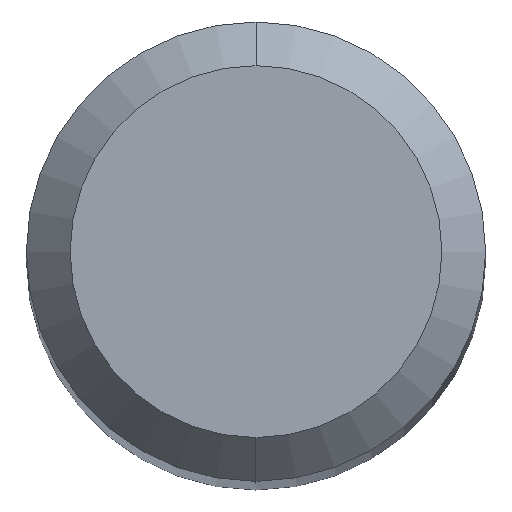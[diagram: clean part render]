
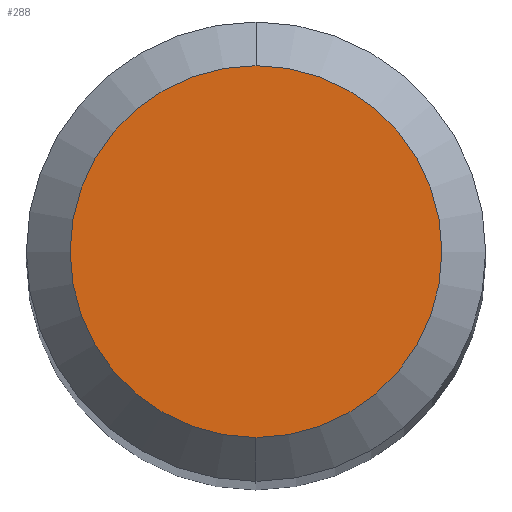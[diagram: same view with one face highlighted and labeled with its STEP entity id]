
A CAD part, top view. The second image highlights one B-rep face of the part: STEP entity #288.
In plain terms, the highlighted planar face has unit normal (0, 0, 1).
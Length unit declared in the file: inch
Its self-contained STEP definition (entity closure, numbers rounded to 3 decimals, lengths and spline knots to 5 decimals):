
#25 = DIRECTION ( 'NONE',  ( 0., 0., 1. ) ) ;
#52 = EDGE_CURVE ( 'NONE', #169, #83, #419, .T. ) ;
#54 = CARTESIAN_POINT ( 'NONE',  ( 0., 0., 0. ) ) ;
#60 = DIRECTION ( 'NONE',  ( 0., 0., 1. ) ) ;
#83 = VERTEX_POINT ( 'NONE', #480 ) ;
#87 = AXIS2_PLACEMENT_3D ( 'NONE', #129, #166, #329 ) ;
#90 = CARTESIAN_POINT ( 'NONE',  ( 0., -0.06375, 0. ) ) ;
#129 = CARTESIAN_POINT ( 'NONE',  ( 0., 0.06375, 0. ) ) ;
#166 = DIRECTION ( 'NONE',  ( 0., 0., -1. ) ) ;
#169 = VERTEX_POINT ( 'NONE', #90 ) ;
#180 = CIRCLE ( 'NONE', #248, 0.06375 ) ;
#191 = EDGE_LOOP ( 'NONE', ( #280, #469 ) ) ;
#204 = PLANE ( 'NONE',  #87 ) ;
#222 = DIRECTION ( 'NONE',  ( 0., -1., 0. ) ) ;
#225 = CARTESIAN_POINT ( 'NONE',  ( 0., 0., 0. ) ) ;
#248 = AXIS2_PLACEMENT_3D ( 'NONE', #54, #25, #270 ) ;
#269 = AXIS2_PLACEMENT_3D ( 'NONE', #225, #60, #222 ) ;
#270 = DIRECTION ( 'NONE',  ( 0., -1., 0. ) ) ;
#280 = ORIENTED_EDGE ( 'NONE', *, *, #363, .T. ) ;
#288 = ADVANCED_FACE ( 'NONE', ( #405 ), #204, .F. ) ;
#329 = DIRECTION ( 'NONE',  ( 0., 1., 0. ) ) ;
#363 = EDGE_CURVE ( 'NONE', #83, #169, #180, .T. ) ;
#405 = FACE_OUTER_BOUND ( 'NONE', #191, .T. ) ;
#419 = CIRCLE ( 'NONE', #269, 0.06375 ) ;
#469 = ORIENTED_EDGE ( 'NONE', *, *, #52, .T. ) ;
#480 = CARTESIAN_POINT ( 'NONE',  ( 0., 0.06375, 0. ) ) ;
